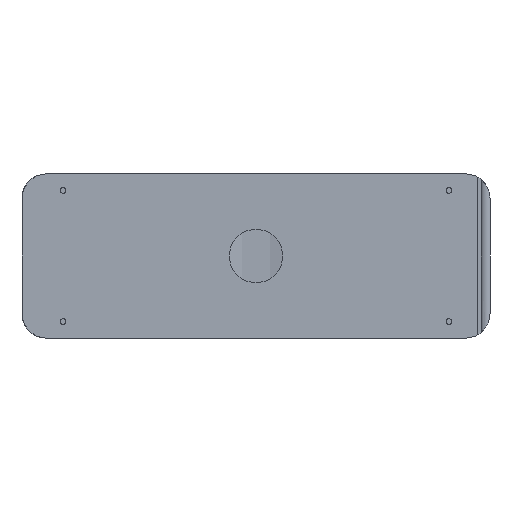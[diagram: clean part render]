
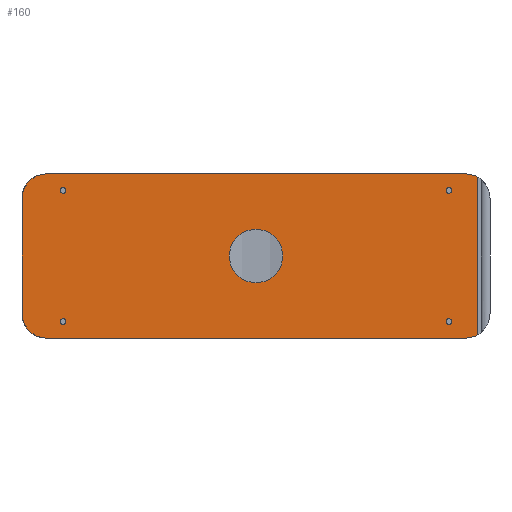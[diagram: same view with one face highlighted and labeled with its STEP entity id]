
A CAD part, front view. The second image highlights one B-rep face of the part: STEP entity #160.
In plain terms, the highlighted planar face has unit normal (0, -1, 0).
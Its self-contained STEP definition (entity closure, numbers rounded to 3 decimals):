
#160 = ADVANCED_FACE( '', ( #365, #366, #367, #368, #369, #370 ), #371, .F. );
#365 = FACE_BOUND( '', #601, .T. );
#366 = FACE_BOUND( '', #602, .T. );
#367 = FACE_BOUND( '', #603, .T. );
#368 = FACE_BOUND( '', #604, .T. );
#369 = FACE_BOUND( '', #605, .T. );
#370 = FACE_OUTER_BOUND( '', #606, .T. );
#371 = PLANE( '', #607 );
#601 = EDGE_LOOP( '', ( #1377 ) );
#602 = EDGE_LOOP( '', ( #1378 ) );
#603 = EDGE_LOOP( '', ( #1379 ) );
#604 = EDGE_LOOP( '', ( #1380 ) );
#605 = EDGE_LOOP( '', ( #1381 ) );
#606 = EDGE_LOOP( '', ( #1382, #1383, #1384, #1385, #1386, #1387, #1388, #1389 ) );
#607 = AXIS2_PLACEMENT_3D( '', #1390, #1391, #1392 );
#1377 = ORIENTED_EDGE( '', *, *, #1663, .T. );
#1378 = ORIENTED_EDGE( '', *, *, #1899, .T. );
#1379 = ORIENTED_EDGE( '', *, *, #1897, .T. );
#1380 = ORIENTED_EDGE( '', *, *, #1895, .T. );
#1381 = ORIENTED_EDGE( '', *, *, #1893, .T. );
#1382 = ORIENTED_EDGE( '', *, *, #1664, .F. );
#1383 = ORIENTED_EDGE( '', *, *, #1924, .T. );
#1384 = ORIENTED_EDGE( '', *, *, #1862, .F. );
#1385 = ORIENTED_EDGE( '', *, *, #1911, .F. );
#1386 = ORIENTED_EDGE( '', *, *, #1865, .F. );
#1387 = ORIENTED_EDGE( '', *, *, #1925, .F. );
#1388 = ORIENTED_EDGE( '', *, *, #1687, .F. );
#1389 = ORIENTED_EDGE( '', *, *, #1926, .T. );
#1390 = CARTESIAN_POINT( '', ( -28.5, -27., 10. ) );
#1391 = DIRECTION( '', ( 0., 1., 0. ) );
#1392 = DIRECTION( '', ( 0., 0., 1. ) );
#1663 = EDGE_CURVE( '', #2009, #2009, #2010, .T. );
#1664 = EDGE_CURVE( '', #2011, #2012, #2013, .T. );
#1687 = EDGE_CURVE( '', #2056, #2057, #2058, .T. );
#1862 = EDGE_CURVE( '', #2351, #2353, #2354, .T. );
#1865 = EDGE_CURVE( '', #2356, #2358, #2359, .T. );
#1893 = EDGE_CURVE( '', #2408, #2408, #2409, .T. );
#1895 = EDGE_CURVE( '', #2412, #2412, #2413, .T. );
#1897 = EDGE_CURVE( '', #2416, #2416, #2417, .T. );
#1899 = EDGE_CURVE( '', #2420, #2420, #2421, .T. );
#1911 = EDGE_CURVE( '', #2358, #2351, #2437, .T. );
#1924 = EDGE_CURVE( '', #2011, #2353, #2450, .T. );
#1925 = EDGE_CURVE( '', #2057, #2356, #2451, .T. );
#1926 = EDGE_CURVE( '', #2056, #2012, #2452, .T. );
#2009 = VERTEX_POINT( '', #2567 );
#2010 = CIRCLE( '', #2568, 3.25 );
#2011 = VERTEX_POINT( '', #2569 );
#2012 = VERTEX_POINT( '', #2570 );
#2013 = CIRCLE( '', #2571, 3. );
#2056 = VERTEX_POINT( '', #2663 );
#2057 = VERTEX_POINT( '', #2664 );
#2058 = CIRCLE( '', #2665, 3. );
#2351 = VERTEX_POINT( '', #3178 );
#2353 = VERTEX_POINT( '', #3181 );
#2354 = CIRCLE( '', #3182, 3. );
#2356 = VERTEX_POINT( '', #3185 );
#2358 = VERTEX_POINT( '', #3188 );
#2359 = CIRCLE( '', #3189, 3. );
#2408 = VERTEX_POINT( '', #3278 );
#2409 = CIRCLE( '', #3279, 0.35 );
#2412 = VERTEX_POINT( '', #3282 );
#2413 = CIRCLE( '', #3283, 0.35 );
#2416 = VERTEX_POINT( '', #3286 );
#2417 = CIRCLE( '', #3287, 0.35 );
#2420 = VERTEX_POINT( '', #3290 );
#2421 = CIRCLE( '', #3291, 0.35 );
#2437 = LINE( '', #3318, #3319 );
#2450 = LINE( '', #3344, #3345 );
#2451 = LINE( '', #3346, #3347 );
#2452 = LINE( '', #3348, #3349 );
#2567 = CARTESIAN_POINT( '', ( 0., -27., 3.25 ) );
#2568 = AXIS2_PLACEMENT_3D( '', #3432, #3433, #3434 );
#2569 = CARTESIAN_POINT( '', ( -25.5, -27., -10. ) );
#2570 = CARTESIAN_POINT( '', ( -28.5, -27., -7. ) );
#2571 = AXIS2_PLACEMENT_3D( '', #3435, #3436, #3437 );
#2663 = CARTESIAN_POINT( '', ( -28.5, -27., 7. ) );
#2664 = CARTESIAN_POINT( '', ( -25.5, -27., 10. ) );
#2665 = AXIS2_PLACEMENT_3D( '', #3475, #3476, #3477 );
#3178 = CARTESIAN_POINT( '', ( 27., -27., -9.598 ) );
#3181 = CARTESIAN_POINT( '', ( 25.5, -27., -10. ) );
#3182 = AXIS2_PLACEMENT_3D( '', #3742, #3743, #3744 );
#3185 = CARTESIAN_POINT( '', ( 25.5, -27., 10. ) );
#3188 = CARTESIAN_POINT( '', ( 27., -27., 9.598 ) );
#3189 = AXIS2_PLACEMENT_3D( '', #3747, #3748, #3749 );
#3278 = CARTESIAN_POINT( '', ( 23.5, -27., 8.35 ) );
#3279 = AXIS2_PLACEMENT_3D( '', #3793, #3794, #3795 );
#3282 = CARTESIAN_POINT( '', ( 23.5, -27., -7.65 ) );
#3283 = AXIS2_PLACEMENT_3D( '', #3799, #3800, #3801 );
#3286 = CARTESIAN_POINT( '', ( -23.5, -27., -7.65 ) );
#3287 = AXIS2_PLACEMENT_3D( '', #3805, #3806, #3807 );
#3290 = CARTESIAN_POINT( '', ( -23.5, -27., 8.35 ) );
#3291 = AXIS2_PLACEMENT_3D( '', #3811, #3812, #3813 );
#3318 = CARTESIAN_POINT( '', ( 27., -27., 10. ) );
#3319 = VECTOR( '', #3825, 1000. );
#3344 = CARTESIAN_POINT( '', ( -28.5, -27., -10. ) );
#3345 = VECTOR( '', #3838, 1000. );
#3346 = CARTESIAN_POINT( '', ( -28.5, -27., 10. ) );
#3347 = VECTOR( '', #3839, 1000. );
#3348 = CARTESIAN_POINT( '', ( -28.5, -27., 10. ) );
#3349 = VECTOR( '', #3840, 1000. );
#3432 = CARTESIAN_POINT( '', ( 0., -27., 0. ) );
#3433 = DIRECTION( '', ( 0., 1., 0. ) );
#3434 = DIRECTION( '', ( 0., 0., 1. ) );
#3435 = CARTESIAN_POINT( '', ( -25.5, -27., -7. ) );
#3436 = DIRECTION( '', ( 0., 1., 0. ) );
#3437 = DIRECTION( '', ( 0., 0., 1. ) );
#3475 = CARTESIAN_POINT( '', ( -25.5, -27., 7. ) );
#3476 = DIRECTION( '', ( 0., 1., 0. ) );
#3477 = DIRECTION( '', ( 0., 0., 1. ) );
#3742 = CARTESIAN_POINT( '', ( 25.5, -27., -7. ) );
#3743 = DIRECTION( '', ( 0., 1., 0. ) );
#3744 = DIRECTION( '', ( 0., 0., 1. ) );
#3747 = CARTESIAN_POINT( '', ( 25.5, -27., 7. ) );
#3748 = DIRECTION( '', ( 0., 1., 0. ) );
#3749 = DIRECTION( '', ( 0., 0., 1. ) );
#3793 = CARTESIAN_POINT( '', ( 23.5, -27., 8. ) );
#3794 = DIRECTION( '', ( 0., 1., 0. ) );
#3795 = DIRECTION( '', ( 0., 0., 1. ) );
#3799 = CARTESIAN_POINT( '', ( 23.5, -27., -8. ) );
#3800 = DIRECTION( '', ( 0., 1., 0. ) );
#3801 = DIRECTION( '', ( 0., 0., 1. ) );
#3805 = CARTESIAN_POINT( '', ( -23.5, -27., -8. ) );
#3806 = DIRECTION( '', ( 0., 1., 0. ) );
#3807 = DIRECTION( '', ( 0., 0., 1. ) );
#3811 = CARTESIAN_POINT( '', ( -23.5, -27., 8. ) );
#3812 = DIRECTION( '', ( 0., 1., 0. ) );
#3813 = DIRECTION( '', ( 0., 0., 1. ) );
#3825 = DIRECTION( '', ( 0., 0., -1. ) );
#3838 = DIRECTION( '', ( 1., 0., 0. ) );
#3839 = DIRECTION( '', ( 1., 0., 0. ) );
#3840 = DIRECTION( '', ( 0., 0., -1. ) );
